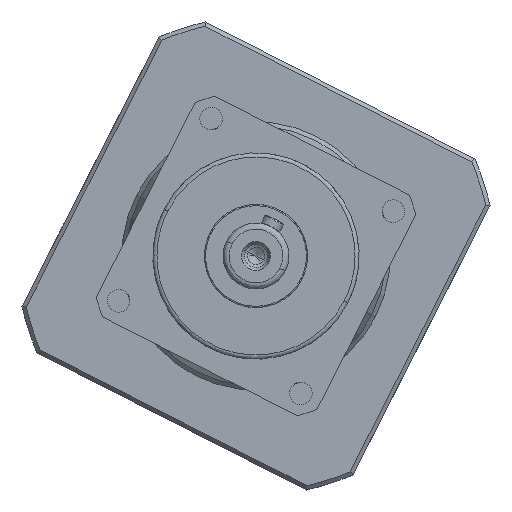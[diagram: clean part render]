
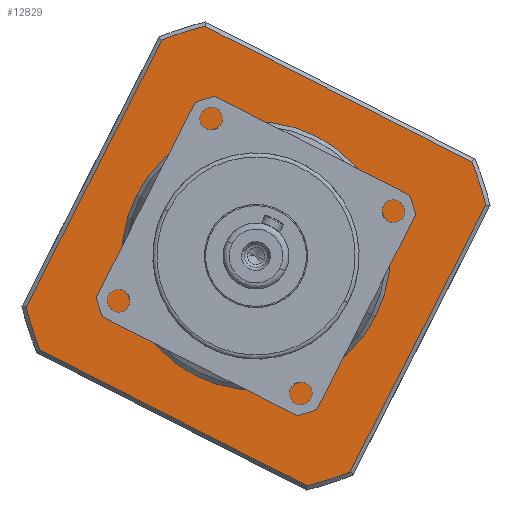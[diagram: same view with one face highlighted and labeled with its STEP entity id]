
A CAD part, left-side view. The second image highlights one B-rep face of the part: STEP entity #12829.
In plain terms, the highlighted face is planar.
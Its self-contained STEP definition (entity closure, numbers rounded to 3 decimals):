
#42 = EDGE_CURVE ( 'NONE', #3755, #15632, #1052, .T. ) ;
#708 = VECTOR ( 'NONE', #22279, 1000. ) ;
#1008 = DIRECTION ( 'NONE',  ( 1., 0., 0. ) ) ;
#1052 = LINE ( 'NONE', #22417, #708 ) ;
#1536 = LINE ( 'NONE', #16699, #11039 ) ;
#3346 = AXIS2_PLACEMENT_3D ( 'NONE', #22329, #11713, #1008 ) ;
#3573 = DIRECTION ( 'NONE',  ( 0., 0., 1. ) ) ;
#3705 = VERTEX_POINT ( 'NONE', #18759 ) ;
#3755 = VERTEX_POINT ( 'NONE', #18699 ) ;
#3859 = VERTEX_POINT ( 'NONE', #17544 ) ;
#4223 = CARTESIAN_POINT ( 'NONE',  ( 28.5, 0., 3.5 ) ) ;
#4276 = CIRCLE ( 'NONE', #17975, 57. ) ;
#4811 = DIRECTION ( 'NONE',  ( 0., 0., -1. ) ) ;
#4975 = VECTOR ( 'NONE', #5658, 1000. ) ;
#4988 = LINE ( 'NONE', #19526, #13919 ) ;
#5658 = DIRECTION ( 'NONE',  ( 0., -1., 0. ) ) ;
#5739 = CARTESIAN_POINT ( 'NONE',  ( -44., 0., 3.5 ) ) ;
#6332 = CARTESIAN_POINT ( 'NONE',  ( 0., 0., 3.5 ) ) ;
#6618 = EDGE_CURVE ( 'NONE', #11714, #23005, #18566, .T. ) ;
#7090 = EDGE_CURVE ( 'NONE', #3705, #3859, #1536, .T. ) ;
#7220 = CARTESIAN_POINT ( 'NONE',  ( 36.235, 44., 3.5 ) ) ;
#7934 = ORIENTED_EDGE ( 'NONE', *, *, #19703, .F. ) ;
#8025 = DIRECTION ( 'NONE',  ( 0., 0., 1. ) ) ;
#8134 = DIRECTION ( 'NONE',  ( 0., -1., 0. ) ) ;
#8141 = ORIENTED_EDGE ( 'NONE', *, *, #20738, .F. ) ;
#8313 = CIRCLE ( 'NONE', #9960, 28.5 ) ;
#8962 = ORIENTED_EDGE ( 'NONE', *, *, #22825, .F. ) ;
#9535 = CARTESIAN_POINT ( 'NONE',  ( 0., 0., 3.5 ) ) ;
#9584 = CIRCLE ( 'NONE', #19662, 57. ) ;
#9713 = PLANE ( 'NONE',  #11690 ) ;
#9782 = CARTESIAN_POINT ( 'NONE',  ( 0., 0., 3.5 ) ) ;
#9960 = AXIS2_PLACEMENT_3D ( 'NONE', #15501, #4811, #17241 ) ;
#10778 = CIRCLE ( 'NONE', #11022, 57. ) ;
#10934 = EDGE_CURVE ( 'NONE', #15262, #11801, #17473, .T. ) ;
#11022 = AXIS2_PLACEMENT_3D ( 'NONE', #6332, #18736, #8134 ) ;
#11039 = VECTOR ( 'NONE', #13780, 1000. ) ;
#11053 = EDGE_CURVE ( 'NONE', #11801, #15262, #8313, .T. ) ;
#11246 = EDGE_CURVE ( 'NONE', #18977, #21016, #4988, .T. ) ;
#11325 = ORIENTED_EDGE ( 'NONE', *, *, #13960, .F. ) ;
#11344 = DIRECTION ( 'NONE',  ( 1., 0., 0. ) ) ;
#11594 = DIRECTION ( 'NONE',  ( 1., 0., 0. ) ) ;
#11690 = AXIS2_PLACEMENT_3D ( 'NONE', #18626, #8025, #20437 ) ;
#11713 = DIRECTION ( 'NONE',  ( 0., 0., 1. ) ) ;
#11714 = VERTEX_POINT ( 'NONE', #17573 ) ;
#11777 = EDGE_LOOP ( 'NONE', ( #22108, #17742 ) ) ;
#11801 = VERTEX_POINT ( 'NONE', #17867 ) ;
#12235 = ORIENTED_EDGE ( 'NONE', *, *, #11246, .F. ) ;
#12595 = FACE_OUTER_BOUND ( 'NONE', #18988, .T. ) ;
#12829 = ADVANCED_FACE ( 'NONE', ( #12595, #21475 ), #9713, .F. ) ;
#13780 = DIRECTION ( 'NONE',  ( 0., 1., 0. ) ) ;
#13919 = VECTOR ( 'NONE', #14316, 1000. ) ;
#13960 = EDGE_CURVE ( 'NONE', #3859, #18977, #15647, .T. ) ;
#14262 = CARTESIAN_POINT ( 'NONE',  ( 0., 0., 3.5 ) ) ;
#14316 = DIRECTION ( 'NONE',  ( -1., 0., 0. ) ) ;
#15174 = ORIENTED_EDGE ( 'NONE', *, *, #7090, .F. ) ;
#15227 = AXIS2_PLACEMENT_3D ( 'NONE', #9782, #22218, #11594 ) ;
#15262 = VERTEX_POINT ( 'NONE', #4223 ) ;
#15501 = CARTESIAN_POINT ( 'NONE',  ( 0., 0., 3.5 ) ) ;
#15567 = CARTESIAN_POINT ( 'NONE',  ( -36.235, 44., 3.5 ) ) ;
#15632 = VERTEX_POINT ( 'NONE', #17711 ) ;
#15647 = CIRCLE ( 'NONE', #3346, 57. ) ;
#16052 = DIRECTION ( 'NONE',  ( 0., -1., 0. ) ) ;
#16699 = CARTESIAN_POINT ( 'NONE',  ( 44., 0., 3.5 ) ) ;
#16961 = ORIENTED_EDGE ( 'NONE', *, *, #42, .F. ) ;
#17241 = DIRECTION ( 'NONE',  ( 1., 0., 0. ) ) ;
#17473 = CIRCLE ( 'NONE', #15227, 28.5 ) ;
#17544 = CARTESIAN_POINT ( 'NONE',  ( 44., 36.235, 3.5 ) ) ;
#17573 = CARTESIAN_POINT ( 'NONE',  ( -44., 36.235, 3.5 ) ) ;
#17711 = CARTESIAN_POINT ( 'NONE',  ( 36.235, -44., 3.5 ) ) ;
#17742 = ORIENTED_EDGE ( 'NONE', *, *, #11053, .F. ) ;
#17867 = CARTESIAN_POINT ( 'NONE',  ( -28.5, 0., 3.5 ) ) ;
#17975 = AXIS2_PLACEMENT_3D ( 'NONE', #9535, #21981, #11344 ) ;
#18566 = LINE ( 'NONE', #5739, #4975 ) ;
#18626 = CARTESIAN_POINT ( 'NONE',  ( 0., 0., 3.5 ) ) ;
#18699 = CARTESIAN_POINT ( 'NONE',  ( -36.235, -44., 3.5 ) ) ;
#18736 = DIRECTION ( 'NONE',  ( 0., 0., 1. ) ) ;
#18759 = CARTESIAN_POINT ( 'NONE',  ( 44., -36.235, 3.5 ) ) ;
#18977 = VERTEX_POINT ( 'NONE', #7220 ) ;
#18988 = EDGE_LOOP ( 'NONE', ( #21874, #8962, #12235, #11325, #15174, #7934, #16961, #8141 ) ) ;
#19526 = CARTESIAN_POINT ( 'NONE',  ( 0., 44., 3.5 ) ) ;
#19662 = AXIS2_PLACEMENT_3D ( 'NONE', #14262, #3573, #16052 ) ;
#19703 = EDGE_CURVE ( 'NONE', #15632, #3705, #10778, .T. ) ;
#20437 = DIRECTION ( 'NONE',  ( 1., 0., 0. ) ) ;
#20738 = EDGE_CURVE ( 'NONE', #23005, #3755, #4276, .T. ) ;
#21016 = VERTEX_POINT ( 'NONE', #15567 ) ;
#21475 = FACE_BOUND ( 'NONE', #11777, .T. ) ;
#21874 = ORIENTED_EDGE ( 'NONE', *, *, #6618, .F. ) ;
#21923 = CARTESIAN_POINT ( 'NONE',  ( -44., -36.235, 3.5 ) ) ;
#21981 = DIRECTION ( 'NONE',  ( 0., 0., 1. ) ) ;
#22108 = ORIENTED_EDGE ( 'NONE', *, *, #10934, .F. ) ;
#22218 = DIRECTION ( 'NONE',  ( 0., 0., -1. ) ) ;
#22279 = DIRECTION ( 'NONE',  ( 1., 0., 0. ) ) ;
#22329 = CARTESIAN_POINT ( 'NONE',  ( 0., 0., 3.5 ) ) ;
#22417 = CARTESIAN_POINT ( 'NONE',  ( 0., -44., 3.5 ) ) ;
#22825 = EDGE_CURVE ( 'NONE', #21016, #11714, #9584, .T. ) ;
#23005 = VERTEX_POINT ( 'NONE', #21923 ) ;
